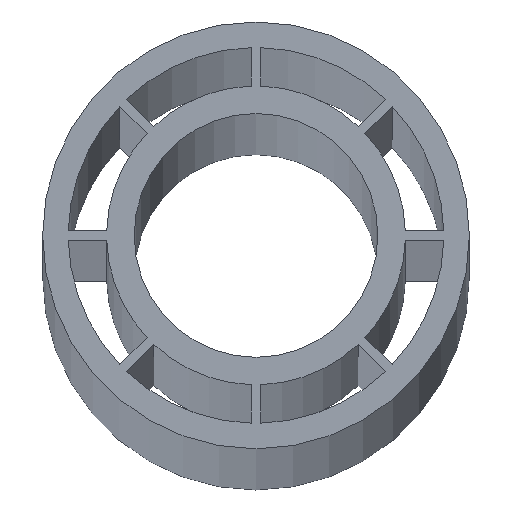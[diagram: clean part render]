
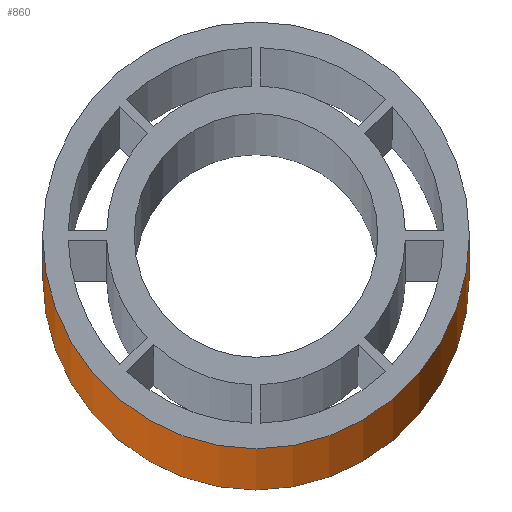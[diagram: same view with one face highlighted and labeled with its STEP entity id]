
A CAD part, top view. The second image highlights one B-rep face of the part: STEP entity #860.
In plain terms, the highlighted cylindrical face has radius 45 mm (diameter 90 mm), a partial arc.
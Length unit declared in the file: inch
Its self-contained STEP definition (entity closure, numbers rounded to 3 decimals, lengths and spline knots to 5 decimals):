
#63 = ORIENTED_EDGE ( 'NONE', *, *, #648, .F. ) ;
#104 = AXIS2_PLACEMENT_3D ( 'NONE', #575, #1297, #682 ) ;
#158 = CARTESIAN_POINT ( 'NONE',  ( 1.77165, 0., 0. ) ) ;
#170 = VERTEX_POINT ( 'NONE', #1104 ) ;
#193 = CARTESIAN_POINT ( 'NONE',  ( -1.77165, 0., 196. ) ) ;
#210 = CARTESIAN_POINT ( 'NONE',  ( 0., 0., 196. ) ) ;
#242 = DIRECTION ( 'NONE',  ( -1., 0., 0. ) ) ;
#294 = CIRCLE ( 'NONE', #104, 1.77165 ) ;
#316 = DIRECTION ( 'NONE',  ( 1., 0., 0. ) ) ;
#372 = VERTEX_POINT ( 'NONE', #158 ) ;
#393 = CYLINDRICAL_SURFACE ( 'NONE', #440, 1.77165 ) ;
#424 = ORIENTED_EDGE ( 'NONE', *, *, #1237, .T. ) ;
#440 = AXIS2_PLACEMENT_3D ( 'NONE', #870, #768, #242 ) ;
#497 = EDGE_CURVE ( 'NONE', #1169, #372, #745, .T. ) ;
#575 = CARTESIAN_POINT ( 'NONE',  ( 0., 0., 0. ) ) ;
#623 = CARTESIAN_POINT ( 'NONE',  ( -1.77165, 0., 196. ) ) ;
#648 = EDGE_CURVE ( 'NONE', #1258, #1169, #723, .T. ) ;
#682 = DIRECTION ( 'NONE',  ( 1., 0., 0. ) ) ;
#691 = FACE_OUTER_BOUND ( 'NONE', #1201, .T. ) ;
#723 = CIRCLE ( 'NONE', #957, 1.77165 ) ;
#745 = LINE ( 'NONE', #1173, #1371 ) ;
#768 = DIRECTION ( 'NONE',  ( 0., 0., -1. ) ) ;
#860 = ADVANCED_FACE ( 'NONE', ( #691 ), #393, .T. ) ;
#870 = CARTESIAN_POINT ( 'NONE',  ( 0., 0., 196. ) ) ;
#933 = DIRECTION ( 'NONE',  ( 0., 0., -1. ) ) ;
#949 = DIRECTION ( 'NONE',  ( 0., 0., 1. ) ) ;
#957 = AXIS2_PLACEMENT_3D ( 'NONE', #210, #949, #316 ) ;
#1026 = CARTESIAN_POINT ( 'NONE',  ( 1.77165, 0., 196. ) ) ;
#1059 = ORIENTED_EDGE ( 'NONE', *, *, #497, .F. ) ;
#1104 = CARTESIAN_POINT ( 'NONE',  ( -1.77165, 0., 0. ) ) ;
#1109 = VECTOR ( 'NONE', #933, 39.37008 ) ;
#1169 = VERTEX_POINT ( 'NONE', #1026 ) ;
#1173 = CARTESIAN_POINT ( 'NONE',  ( 1.77165, 0., 196. ) ) ;
#1201 = EDGE_LOOP ( 'NONE', ( #1059, #63, #424, #1217 ) ) ;
#1217 = ORIENTED_EDGE ( 'NONE', *, *, #1359, .T. ) ;
#1237 = EDGE_CURVE ( 'NONE', #1258, #170, #1254, .T. ) ;
#1254 = LINE ( 'NONE', #193, #1109 ) ;
#1258 = VERTEX_POINT ( 'NONE', #623 ) ;
#1279 = DIRECTION ( 'NONE',  ( 0., 0., -1. ) ) ;
#1297 = DIRECTION ( 'NONE',  ( 0., 0., 1. ) ) ;
#1359 = EDGE_CURVE ( 'NONE', #170, #372, #294, .T. ) ;
#1371 = VECTOR ( 'NONE', #1279, 39.37008 ) ;
